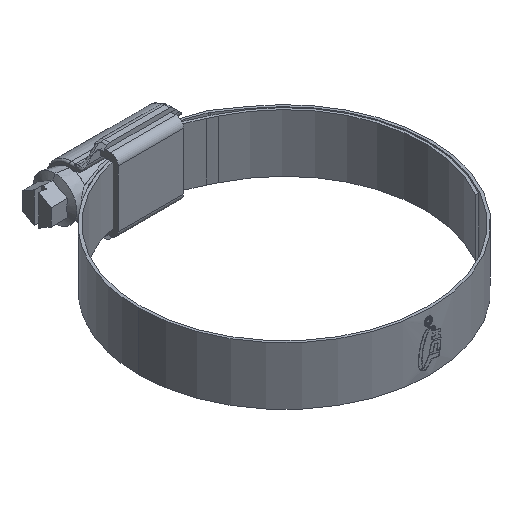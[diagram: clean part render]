
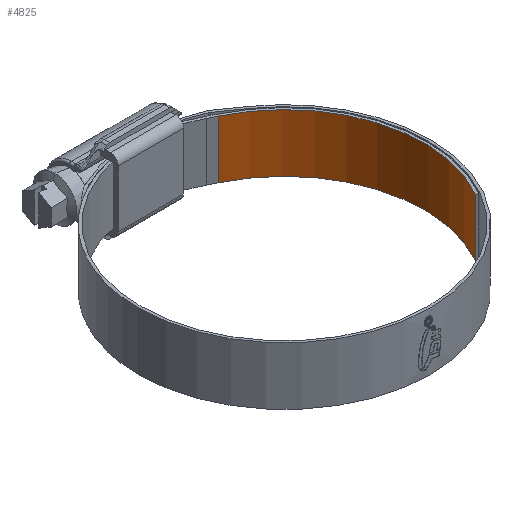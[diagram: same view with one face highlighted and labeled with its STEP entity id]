
A CAD part, isometric view. The second image highlights one B-rep face of the part: STEP entity #4825.
In plain terms, the highlighted cylindrical face has radius 38.5 mm (diameter 77 mm), a partial arc.
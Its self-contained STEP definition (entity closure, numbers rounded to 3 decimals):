
#10 = CARTESIAN_POINT ( 'NONE',  ( 16.603, 34.736, -7.95 ) ) ;
#259 = VERTEX_POINT ( 'NONE', #5191 ) ;
#715 = CARTESIAN_POINT ( 'NONE',  ( 33.342, -19.25, 7.95 ) ) ;
#850 = VERTEX_POINT ( 'NONE', #1041 ) ;
#981 = DIRECTION ( 'NONE',  ( 0., 0., 1. ) ) ;
#1041 = CARTESIAN_POINT ( 'NONE',  ( 33.342, -19.25, 7.95 ) ) ;
#2224 = CARTESIAN_POINT ( 'NONE',  ( 0., 0., 7.95 ) ) ;
#2348 = CYLINDRICAL_SURFACE ( 'NONE', #4382, 38.5 ) ;
#3156 = ORIENTED_EDGE ( 'NONE', *, *, #8617, .T. ) ;
#3520 = LINE ( 'NONE', #9195, #6382 ) ;
#4059 = ORIENTED_EDGE ( 'NONE', *, *, #9873, .F. ) ;
#4312 = EDGE_CURVE ( 'NONE', #5703, #4574, #5233, .T. ) ;
#4382 = AXIS2_PLACEMENT_3D ( 'NONE', #7145, #6946, #4770 ) ;
#4574 = VERTEX_POINT ( 'NONE', #10 ) ;
#4741 = AXIS2_PLACEMENT_3D ( 'NONE', #7339, #981, #5790 ) ;
#4770 = DIRECTION ( 'NONE',  ( -1., 0., 0. ) ) ;
#4825 = ADVANCED_FACE ( 'NONE', ( #7978 ), #2348, .F. ) ;
#5038 = CIRCLE ( 'NONE', #7870, 38.5 ) ;
#5047 = EDGE_CURVE ( 'NONE', #259, #4574, #3520, .T. ) ;
#5129 = DIRECTION ( 'NONE',  ( 0., 0., -1. ) ) ;
#5191 = CARTESIAN_POINT ( 'NONE',  ( 16.603, 34.736, 7.95 ) ) ;
#5233 = CIRCLE ( 'NONE', #4741, 38.5 ) ;
#5387 = DIRECTION ( 'NONE',  ( 1., 0., 0. ) ) ;
#5616 = LINE ( 'NONE', #715, #6198 ) ;
#5703 = VERTEX_POINT ( 'NONE', #8677 ) ;
#5790 = DIRECTION ( 'NONE',  ( 1., 0., 0. ) ) ;
#6198 = VECTOR ( 'NONE', #6380, 1000. ) ;
#6380 = DIRECTION ( 'NONE',  ( 0., 0., -1. ) ) ;
#6382 = VECTOR ( 'NONE', #5129, 1000. ) ;
#6676 = ORIENTED_EDGE ( 'NONE', *, *, #5047, .T. ) ;
#6946 = DIRECTION ( 'NONE',  ( 0., 0., -1. ) ) ;
#7145 = CARTESIAN_POINT ( 'NONE',  ( 0., 0., 7.95 ) ) ;
#7339 = CARTESIAN_POINT ( 'NONE',  ( 0., 0., -7.95 ) ) ;
#7870 = AXIS2_PLACEMENT_3D ( 'NONE', #2224, #10067, #5387 ) ;
#7978 = FACE_OUTER_BOUND ( 'NONE', #9778, .T. ) ;
#8617 = EDGE_CURVE ( 'NONE', #850, #259, #5038, .T. ) ;
#8677 = CARTESIAN_POINT ( 'NONE',  ( 33.342, -19.25, -7.95 ) ) ;
#9195 = CARTESIAN_POINT ( 'NONE',  ( 16.603, 34.736, 7.95 ) ) ;
#9255 = ORIENTED_EDGE ( 'NONE', *, *, #4312, .F. ) ;
#9778 = EDGE_LOOP ( 'NONE', ( #9255, #4059, #3156, #6676 ) ) ;
#9873 = EDGE_CURVE ( 'NONE', #850, #5703, #5616, .T. ) ;
#10067 = DIRECTION ( 'NONE',  ( 0., 0., 1. ) ) ;
